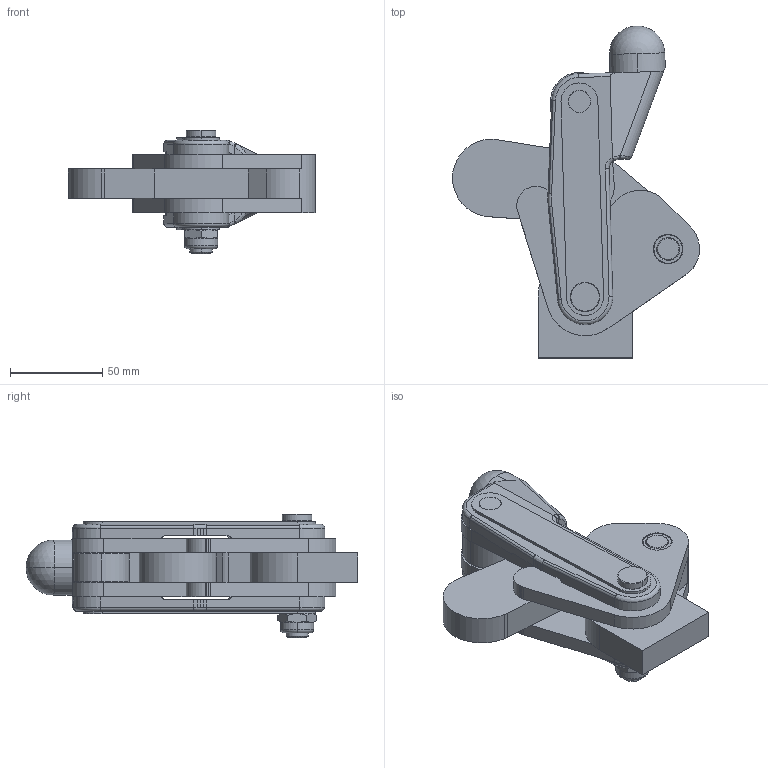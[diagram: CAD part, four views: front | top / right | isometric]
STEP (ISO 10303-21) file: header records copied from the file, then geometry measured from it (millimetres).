
FILE_DESCRIPTION((''),'2;1');
FILE_NAME('616.stp','2005-09-01T12:08:32',('CAD'),(''),'Autodesk Inventor 8','Autodesk Inventor 8','');
FILE_SCHEMA(('AUTOMOTIVE_DESIGN { 1 0 10303 214 1 1 1 1 }'));
Length unit declared in the file: millimetre
Products named in the file (1): Part72
Bounding box: 133.83 x 179.86 x 67 mm (x, y, z)
Volume: 373233.6 mm3; surface area: 72542.8 mm2
Topology: 11 solids, 11 shells, 2212 faces, 6111 edges, 4028 vertices
Faces by surface type: plane 1513, cylinder 577, cone 106, bspline 12, torus 2, sphere 2
Entity records: 71000 total; most frequent: CARTESIAN_POINT 17689, ORIENTED_EDGE 12218, DIRECTION 10470, EDGE_CURVE 6109, VERTEX_POINT 4028, AXIS2_PLACEMENT_3D 3803, VECTOR 2864, LINE 2864
